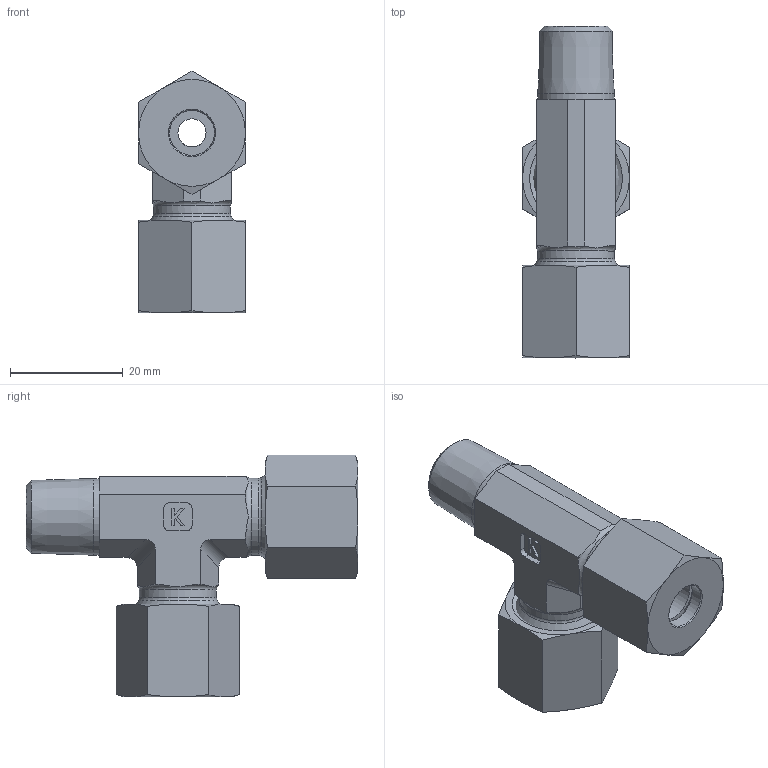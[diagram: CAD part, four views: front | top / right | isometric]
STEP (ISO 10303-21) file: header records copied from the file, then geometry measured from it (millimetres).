
FILE_DESCRIPTION((''),'2;1');
FILE_NAME('2515082816.stp','2014-08-25T11:03:52',(''),('KNOMI spol. s r. o.'),'Autodesk Inventor 2012','Autodesk Inventor 2012','');
FILE_SCHEMA(('AUTOMOTIVE_DESIGN { 1 2 10303 214 0 1 1 1 }'));
Length unit declared in the file: millimetre
Products named in the file (4): TBCR3K  8SRkuž; 40108; 3980816; 2514082816
Assembly tree (5 placements, depth 2):
  TBCR3K  8SRkuž
    40108  x2
    3980816  x2
    2514082816
Bounding box: 19 x 59 x 42.97 mm (x, y, z)
Volume: 16045.6 mm3; surface area: 10339.6 mm2
Topology: 5 solids, 5 shells, 151 faces, 365 edges, 228 vertices
Faces by surface type: plane 69, cone 47, cylinder 29, torus 6
Full cylindrical faces by diameter (mm): 5 x2, 8 x6, 10 x2, 12 x2, 13.626 x1, 13.7 x2, 14.376 x2, 16 x2
Entity records: 3491 total; most frequent: CARTESIAN_POINT 715, DIRECTION 540, ORIENTED_EDGE 484, EDGE_CURVE 242, AXIS2_PLACEMENT_3D 213, VERTEX_POINT 172, EDGE_LOOP 164, STYLED_ITEM 119
